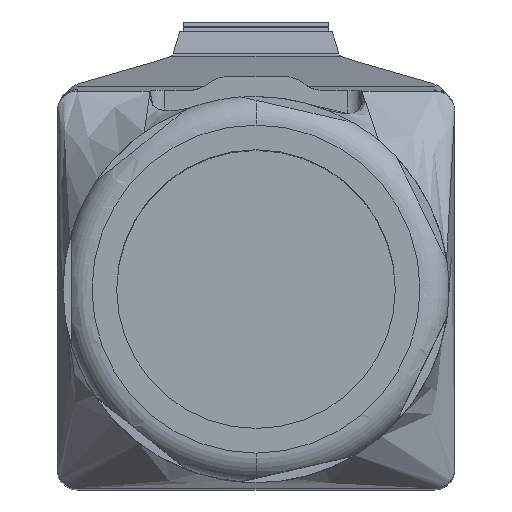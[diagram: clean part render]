
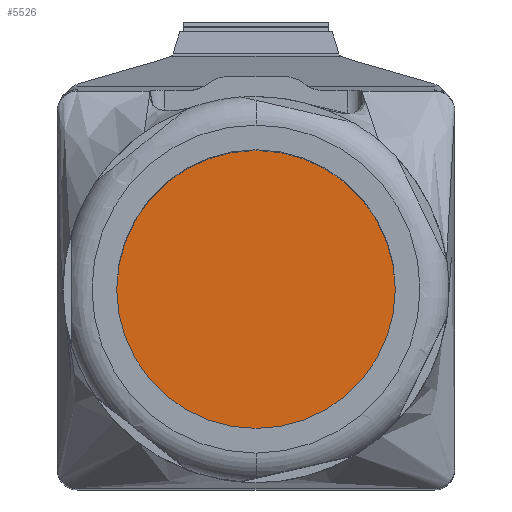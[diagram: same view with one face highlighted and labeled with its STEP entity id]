
A CAD part, top view. The second image highlights one B-rep face of the part: STEP entity #5526.
In plain terms, the highlighted planar face has unit normal (0, 0, 1).
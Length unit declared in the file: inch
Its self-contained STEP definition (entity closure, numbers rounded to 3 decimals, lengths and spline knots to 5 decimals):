
#73 = AXIS2_PLACEMENT_3D ( 'NONE', #7533, #2950, #8322 ) ;
#292 = CARTESIAN_POINT ( 'NONE',  ( -0.02173, 0.08248, 1.25669 ) ) ;
#638 = VERTEX_POINT ( 'NONE', #2665 ) ;
#734 = EDGE_CURVE ( 'NONE', #2204, #1935, #3041, .T. ) ;
#796 = EDGE_CURVE ( 'NONE', #638, #5801, #8825, .T. ) ;
#895 = ORIENTED_EDGE ( 'NONE', *, *, #796, .F. ) ;
#1061 = DIRECTION ( 'NONE',  ( 0., 1., 0. ) ) ;
#1129 = ORIENTED_EDGE ( 'NONE', *, *, #8514, .F. ) ;
#1230 = DIRECTION ( 'NONE',  ( 0., 0., -1. ) ) ;
#1935 = VERTEX_POINT ( 'NONE', #7107 ) ;
#1981 = CARTESIAN_POINT ( 'NONE',  ( -0.02173, 0.08248, 1.25669 ) ) ;
#2037 = EDGE_LOOP ( 'NONE', ( #1129, #895, #3401, #6227, #3631 ) ) ;
#2204 = VERTEX_POINT ( 'NONE', #7407 ) ;
#2250 = CARTESIAN_POINT ( 'NONE',  ( -0.02173, 0.08248, 1.25669 ) ) ;
#2305 = CARTESIAN_POINT ( 'NONE',  ( -0.17331, 0.29595, 1.25669 ) ) ;
#2390 = AXIS2_PLACEMENT_3D ( 'NONE', #1981, #1230, #6618 ) ;
#2665 = CARTESIAN_POINT ( 'NONE',  ( 0.23675, 0.12409, 1.25669 ) ) ;
#2879 = AXIS2_PLACEMENT_3D ( 'NONE', #4348, #9742, #5116 ) ;
#2950 = DIRECTION ( 'NONE',  ( 0., 0., -1. ) ) ;
#3019 = DIRECTION ( 'NONE',  ( 0., 1., 0. ) ) ;
#3041 = CIRCLE ( 'NONE', #2879, 0.26181 ) ;
#3164 = CARTESIAN_POINT ( 'NONE',  ( -0.10016, 0.33227, 1.25669 ) ) ;
#3401 = ORIENTED_EDGE ( 'NONE', *, *, #5765, .F. ) ;
#3631 = ORIENTED_EDGE ( 'NONE', *, *, #6221, .F. ) ;
#4029 = AXIS2_PLACEMENT_3D ( 'NONE', #9050, #4420, #9817 ) ;
#4304 = PLANE ( 'NONE',  #2390 ) ;
#4348 = CARTESIAN_POINT ( 'NONE',  ( -0.02173, 0.08248, 1.25669 ) ) ;
#4420 = DIRECTION ( 'NONE',  ( 0., 0., -1. ) ) ;
#4601 = CIRCLE ( 'NONE', #4029, 0.26181 ) ;
#4868 = CIRCLE ( 'NONE', #8077, 0.26181 ) ;
#5116 = DIRECTION ( 'NONE',  ( 0., 1., 0. ) ) ;
#5526 = ADVANCED_FACE ( 'NONE', ( #6801 ), #4304, .F. ) ;
#5663 = DIRECTION ( 'NONE',  ( 0., 0., -1. ) ) ;
#5765 = EDGE_CURVE ( 'NONE', #1935, #638, #4868, .T. ) ;
#5801 = VERTEX_POINT ( 'NONE', #2305 ) ;
#5819 = AXIS2_PLACEMENT_3D ( 'NONE', #292, #5663, #1061 ) ;
#6221 = EDGE_CURVE ( 'NONE', #7846, #2204, #4601, .T. ) ;
#6227 = ORIENTED_EDGE ( 'NONE', *, *, #734, .F. ) ;
#6618 = DIRECTION ( 'NONE',  ( 0., 1., 0. ) ) ;
#6801 = FACE_OUTER_BOUND ( 'NONE', #2037, .T. ) ;
#7107 = CARTESIAN_POINT ( 'NONE',  ( 0.14454, 0.28472, 1.25669 ) ) ;
#7407 = CARTESIAN_POINT ( 'NONE',  ( 0.07413, 0.32611, 1.25669 ) ) ;
#7533 = CARTESIAN_POINT ( 'NONE',  ( -0.02173, 0.08248, 1.25669 ) ) ;
#7605 = DIRECTION ( 'NONE',  ( 0., 0., -1. ) ) ;
#7800 = CIRCLE ( 'NONE', #5819, 0.26181 ) ;
#7846 = VERTEX_POINT ( 'NONE', #3164 ) ;
#8077 = AXIS2_PLACEMENT_3D ( 'NONE', #2250, #7605, #3019 ) ;
#8322 = DIRECTION ( 'NONE',  ( 0., 1., 0. ) ) ;
#8514 = EDGE_CURVE ( 'NONE', #5801, #7846, #7800, .T. ) ;
#8825 = CIRCLE ( 'NONE', #73, 0.26181 ) ;
#9050 = CARTESIAN_POINT ( 'NONE',  ( -0.02173, 0.08248, 1.25669 ) ) ;
#9742 = DIRECTION ( 'NONE',  ( 0., 0., -1. ) ) ;
#9817 = DIRECTION ( 'NONE',  ( 0., 1., 0. ) ) ;
